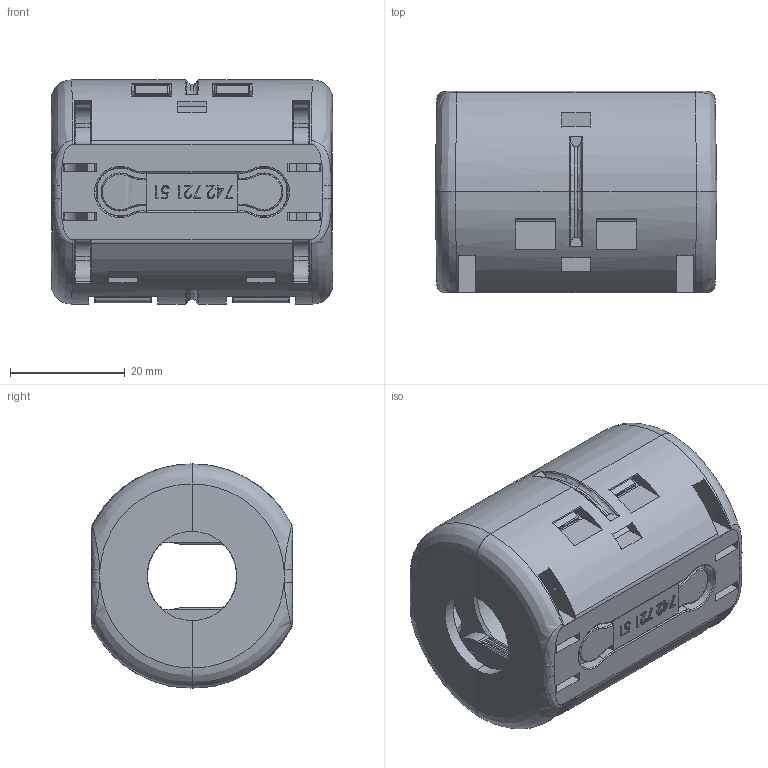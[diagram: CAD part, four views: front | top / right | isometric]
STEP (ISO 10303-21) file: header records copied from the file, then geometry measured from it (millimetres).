
FILE_DESCRIPTION( ( 'Unknown' ), '1' );
FILE_NAME( '74272151_closed.stp', 'Unknown', ( 'Unknown' ), ( 'Unknown' ), 'PSStep 19.0.9', 'Unknown', ' ' );
FILE_SCHEMA( ( 'AUTOMOTIVE_DESIGN { 1 0 10303 214 1 1 1 1 }' ) );
Length unit declared in the file: millimetre
Products named in the file (10): Mittelteil_Konfigurations-Name; Schanier_Bogen_geschlossen; Version_A_Unterseite; Version_A_Oberseite; Ferritkern A_Konfigurations-Name
Bounding box: 49 x 35 x 39 mm (x, y, z)
Volume: 34738.3 mm3; surface area: 25612.6 mm2
Topology: 10 solids, 10 shells, 1507 faces, 4219 edges, 2753 vertices
Faces by surface type: plane 1002, cylinder 220, bspline 94, extrusion 82, cone 45, torus 44, sphere 12, revolution 8
Full cylindrical faces by diameter (mm): 0.202 x2, 0.624 x5, 1.7 x1, 3 x2, 4 x4
Entity records: 68976 total; most frequent: CARTESIAN_POINT 19216, ORIENTED_EDGE 8354, DIRECTION 6958, EDGE_CURVE 4177, VECTOR 2928, LINE 2846, VERTEX_POINT 2751, AXIS2_PLACEMENT_3D 2011
